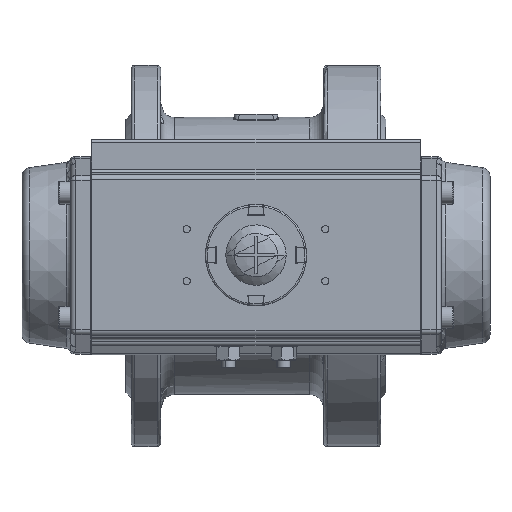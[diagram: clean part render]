
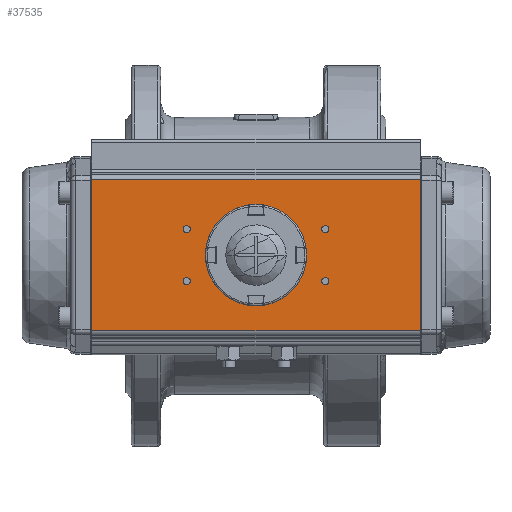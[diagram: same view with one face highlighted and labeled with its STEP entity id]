
A CAD part, top view. The second image highlights one B-rep face of the part: STEP entity #37535.
In plain terms, the highlighted planar face has unit normal (0, 0, 1).
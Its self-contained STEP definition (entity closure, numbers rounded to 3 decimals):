
#37396=CARTESIAN_POINT('',(-95.,-43.512,272.));
#37397=DIRECTION('',(0.,-0.,-1.));
#37398=DIRECTION('',(0.,-1.,0.));
#37399=AXIS2_PLACEMENT_3D('',#37396,#37397,#37398);
#37400=PLANE('',#37399);
#37401=CARTESIAN_POINT('',(37.9,15.,272.));
#37402=VERTEX_POINT('',#37401);
#37403=CARTESIAN_POINT('',(42.1,15.,272.));
#37404=VERTEX_POINT('',#37403);
#37405=CARTESIAN_POINT('',(40.,15.,272.));
#37406=DIRECTION('',(-0.,-0.,1.));
#37407=DIRECTION('',(-1.,-0.,-0.));
#37408=AXIS2_PLACEMENT_3D('',#37405,#37406,#37407);
#37409=CIRCLE('',#37408,2.1);
#37410=EDGE_CURVE('NONE',#37402,#37404,#37409,.T.);
#37411=ORIENTED_EDGE('',*,*,#37410,.F.);
#37412=CARTESIAN_POINT('',(40.,15.,272.));
#37413=DIRECTION('',(-0.,-0.,1.));
#37414=DIRECTION('',(-1.,-0.,-0.));
#37415=AXIS2_PLACEMENT_3D('',#37412,#37413,#37414);
#37416=CIRCLE('',#37415,2.1);
#37417=EDGE_CURVE('NONE',#37404,#37402,#37416,.T.);
#37418=ORIENTED_EDGE('',*,*,#37417,.F.);
#37419=EDGE_LOOP('',(#37411,#37418));
#37420=FACE_BOUND('',#37419,.T.);
#37421=CARTESIAN_POINT('',(37.9,-15.,272.));
#37422=VERTEX_POINT('',#37421);
#37423=CARTESIAN_POINT('',(42.1,-15.,272.));
#37424=VERTEX_POINT('',#37423);
#37425=CARTESIAN_POINT('',(40.,-15.,272.));
#37426=DIRECTION('',(-0.,-0.,1.));
#37427=DIRECTION('',(-1.,-0.,-0.));
#37428=AXIS2_PLACEMENT_3D('',#37425,#37426,#37427);
#37429=CIRCLE('',#37428,2.1);
#37430=EDGE_CURVE('NONE',#37422,#37424,#37429,.T.);
#37431=ORIENTED_EDGE('',*,*,#37430,.F.);
#37432=CARTESIAN_POINT('',(40.,-15.,272.));
#37433=DIRECTION('',(-0.,-0.,1.));
#37434=DIRECTION('',(-1.,-0.,-0.));
#37435=AXIS2_PLACEMENT_3D('',#37432,#37433,#37434);
#37436=CIRCLE('',#37435,2.1);
#37437=EDGE_CURVE('NONE',#37424,#37422,#37436,.T.);
#37438=ORIENTED_EDGE('',*,*,#37437,.F.);
#37439=EDGE_LOOP('',(#37431,#37438));
#37440=FACE_BOUND('',#37439,.T.);
#37441=CARTESIAN_POINT('',(-42.1,15.,272.));
#37442=VERTEX_POINT('',#37441);
#37443=CARTESIAN_POINT('',(-37.9,15.,272.));
#37444=VERTEX_POINT('',#37443);
#37445=CARTESIAN_POINT('',(-40.,15.,272.));
#37446=DIRECTION('',(-0.,-0.,1.));
#37447=DIRECTION('',(-1.,-0.,-0.));
#37448=AXIS2_PLACEMENT_3D('',#37445,#37446,#37447);
#37449=CIRCLE('',#37448,2.1);
#37450=EDGE_CURVE('NONE',#37442,#37444,#37449,.T.);
#37451=ORIENTED_EDGE('',*,*,#37450,.F.);
#37452=CARTESIAN_POINT('',(-40.,15.,272.));
#37453=DIRECTION('',(-0.,-0.,1.));
#37454=DIRECTION('',(-1.,-0.,-0.));
#37455=AXIS2_PLACEMENT_3D('',#37452,#37453,#37454);
#37456=CIRCLE('',#37455,2.1);
#37457=EDGE_CURVE('NONE',#37444,#37442,#37456,.T.);
#37458=ORIENTED_EDGE('',*,*,#37457,.F.);
#37459=EDGE_LOOP('',(#37451,#37458));
#37460=FACE_BOUND('',#37459,.T.);
#37461=CARTESIAN_POINT('',(-42.1,-15.,272.));
#37462=VERTEX_POINT('',#37461);
#37463=CARTESIAN_POINT('',(-37.9,-15.,272.));
#37464=VERTEX_POINT('',#37463);
#37465=CARTESIAN_POINT('',(-40.,-15.,272.));
#37466=DIRECTION('',(-0.,-0.,1.));
#37467=DIRECTION('',(-1.,-0.,-0.));
#37468=AXIS2_PLACEMENT_3D('',#37465,#37466,#37467);
#37469=CIRCLE('',#37468,2.1);
#37470=EDGE_CURVE('NONE',#37462,#37464,#37469,.T.);
#37471=ORIENTED_EDGE('',*,*,#37470,.F.);
#37472=CARTESIAN_POINT('',(-40.,-15.,272.));
#37473=DIRECTION('',(-0.,-0.,1.));
#37474=DIRECTION('',(-1.,-0.,-0.));
#37475=AXIS2_PLACEMENT_3D('',#37472,#37473,#37474);
#37476=CIRCLE('',#37475,2.1);
#37477=EDGE_CURVE('NONE',#37464,#37462,#37476,.T.);
#37478=ORIENTED_EDGE('',*,*,#37477,.F.);
#37479=EDGE_LOOP('',(#37471,#37478));
#37480=FACE_BOUND('',#37479,.T.);
#37481=CARTESIAN_POINT('',(-94.747,-43.512,272.));
#37482=VERTEX_POINT('',#37481);
#37483=CARTESIAN_POINT('',(94.747,-43.512,272.));
#37484=VERTEX_POINT('',#37483);
#37485=CARTESIAN_POINT('',(-94.747,-43.512,272.));
#37486=DIRECTION('',(1.,0.,0.));
#37487=VECTOR('',#37486,189.494);
#37488=LINE('',#37485,#37487);
#37489=EDGE_CURVE('',#37482,#37484,#37488,.T.);
#37490=ORIENTED_EDGE('',*,*,#37489,.T.);
#37491=CARTESIAN_POINT('',(94.747,43.512,272.));
#37492=VERTEX_POINT('',#37491);
#37493=CARTESIAN_POINT('',(94.747,-43.512,272.));
#37494=DIRECTION('',(-0.,1.,-0.));
#37495=VECTOR('',#37494,87.023);
#37496=LINE('',#37493,#37495);
#37497=EDGE_CURVE('',#37484,#37492,#37496,.T.);
#37498=ORIENTED_EDGE('',*,*,#37497,.T.);
#37499=CARTESIAN_POINT('',(-94.747,43.512,272.));
#37500=VERTEX_POINT('',#37499);
#37501=CARTESIAN_POINT('',(-94.747,43.512,272.));
#37502=DIRECTION('',(1.,0.,0.));
#37503=VECTOR('',#37502,189.494);
#37504=LINE('',#37501,#37503);
#37505=EDGE_CURVE('',#37500,#37492,#37504,.T.);
#37506=ORIENTED_EDGE('',*,*,#37505,.F.);
#37507=CARTESIAN_POINT('',(-94.747,43.512,272.));
#37508=DIRECTION('',(0.,-1.,0.));
#37509=VECTOR('',#37508,87.023);
#37510=LINE('',#37507,#37509);
#37511=EDGE_CURVE('',#37500,#37482,#37510,.T.);
#37512=ORIENTED_EDGE('',*,*,#37511,.T.);
#37513=EDGE_LOOP('',(#37490,#37498,#37506,#37512));
#37514=FACE_BOUND('',#37513,.T.);
#37515=CARTESIAN_POINT('',(-12.5,0.,272.));
#37516=VERTEX_POINT('',#37515);
#37517=CARTESIAN_POINT('',(12.5,0.,272.));
#37518=VERTEX_POINT('',#37517);
#37519=CARTESIAN_POINT('',(0.,0.,272.));
#37520=DIRECTION('',(0.,-0.,-1.));
#37521=DIRECTION('',(1.,0.,0.));
#37522=AXIS2_PLACEMENT_3D('',#37519,#37520,#37521);
#37523=CIRCLE('',#37522,12.5);
#37524=EDGE_CURVE('',#37516,#37518,#37523,.T.);
#37525=ORIENTED_EDGE('',*,*,#37524,.T.);
#37526=CARTESIAN_POINT('',(0.,0.,272.));
#37527=DIRECTION('',(0.,-0.,-1.));
#37528=DIRECTION('',(1.,0.,0.));
#37529=AXIS2_PLACEMENT_3D('',#37526,#37527,#37528);
#37530=CIRCLE('',#37529,12.5);
#37531=EDGE_CURVE('',#37518,#37516,#37530,.T.);
#37532=ORIENTED_EDGE('',*,*,#37531,.T.);
#37533=EDGE_LOOP('',(#37525,#37532));
#37534=FACE_BOUND('',#37533,.T.);
#37535=ADVANCED_FACE('',(#37420,#37440,#37460,#37480,#37514,#37534),#37400,.F.);
